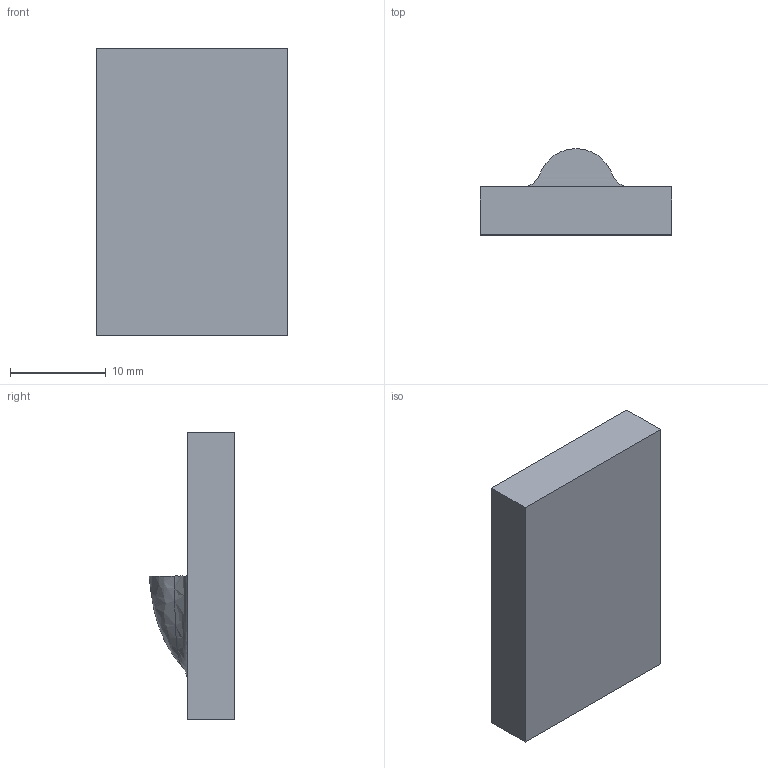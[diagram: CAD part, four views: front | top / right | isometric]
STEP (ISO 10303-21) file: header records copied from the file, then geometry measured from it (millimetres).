
FILE_DESCRIPTION(('produced by SPATIAL CORP'),'2;1');
FILE_NAME( 'speaker_brkt_form.prt.hh.sat.stp','2002-04-19T14:05:19+00:00',('SPATIAL CORP'),('SPATIAL CORP' ),'ACIS STEP Husk','http://www.spatial.com','SPATIAL CORP');
FILE_SCHEMA(('CONFIG_CONTROL_DESIGN'));
Length unit declared in the file: millimetre
Products named in the file (1): PRODUCT_ID_1
Bounding box: 20 x 8.99 x 30 mm (x, y, z)
Volume: 3147.2 mm3; surface area: 1752.5 mm2
Topology: 1 solids, 1 shells, 9 faces, 18 edges, 12 vertices
Faces by surface type: plane 7, bspline 2
Entity records: 2833 total; most frequent: CARTESIAN_POINT 2569, ORIENTED_EDGE 36, DIRECTION 29, EDGE_CURVE 18, VECTOR 13, LINE 13, VERTEX_POINT 12, EDGE_LOOP 10
